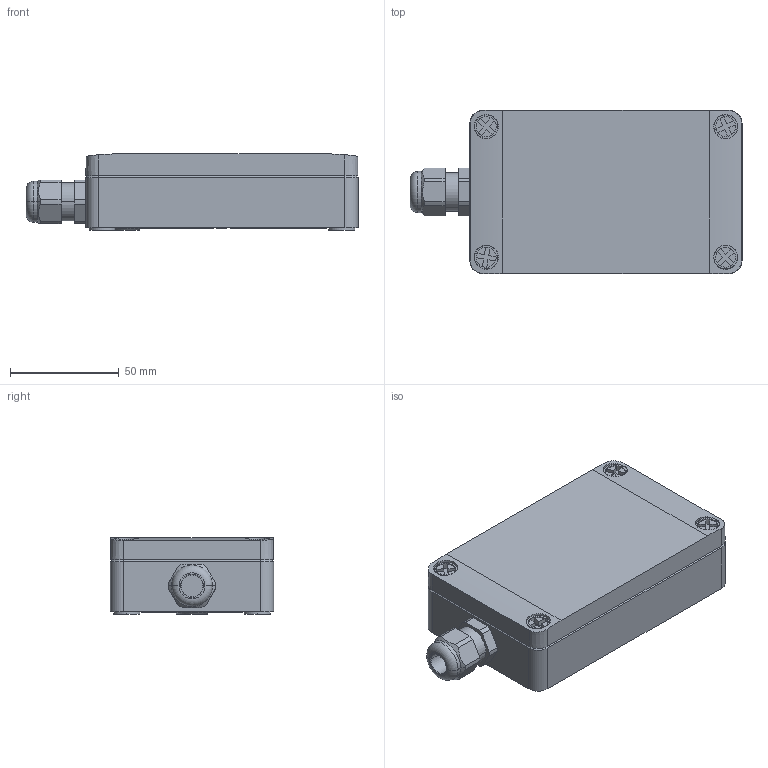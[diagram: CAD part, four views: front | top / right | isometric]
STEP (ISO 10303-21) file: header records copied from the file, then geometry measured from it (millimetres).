
FILE_DESCRIPTION(('Creo Elements/Direct Modeling STEP Export'),'2;1');
FILE_NAME('WSM6GAOOD24-1.1.stp','2017-06-06T11:25:17',('Palle Edslev '),('EDSLEV A/S'),'Creo Elements/Direct Modeling STEP processor for AP214 (Solid Model)','Creo Elements/Direct Modeling 18.1H 24-Oct-2015 (C) Parametric Technology GmbH','');
FILE_SCHEMA(('AUTOMOTIVE_DESIGN { 1 0 10303 214 1 1 1 1 }'));
Length unit declared in the file: millimetre
Products named in the file (2): WSM6GAOOD24-1.1
Assembly tree (1 placements, depth 2):
  WSM6GAOOD24-1.1
    WSM6GAOOD24-1.1
Bounding box: 152.5 x 75 x 35 mm (x, y, z)
Volume: 318623.2 mm3; surface area: 38948.4 mm2
Topology: 1 solids, 1 shells, 403 faces, 1050 edges, 696 vertices
Faces by surface type: plane 301, cylinder 84, cone 12, torus 4, sphere 2
Entity records: 12070 total; most frequent: CARTESIAN_POINT 2311, ORIENTED_EDGE 2100, DIRECTION 1864, EDGE_CURVE 1050, VECTOR 810, LINE 810, VERTEX_POINT 696, AXIS2_PLACEMENT_3D 527
